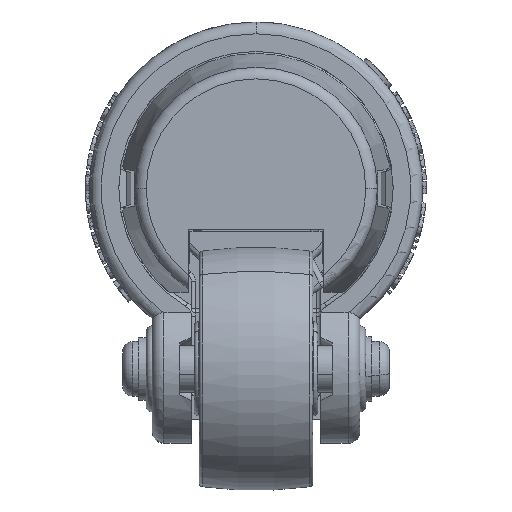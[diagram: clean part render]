
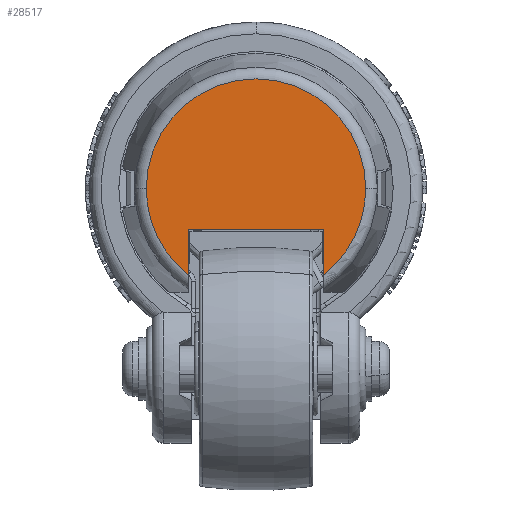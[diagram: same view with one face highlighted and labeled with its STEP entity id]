
A CAD part, front view. The second image highlights one B-rep face of the part: STEP entity #28517.
In plain terms, the highlighted planar face has unit normal (0, -1, 0).
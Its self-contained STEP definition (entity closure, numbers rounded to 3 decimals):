
#1839 = EDGE_LOOP ( 'NONE', ( #90806, #85528, #58717, #35597, #44869, #17635 ) ) ;
#1926 = AXIS2_PLACEMENT_3D ( 'NONE', #45236, #99712, #53091 ) ;
#3885 = AXIS2_PLACEMENT_3D ( 'NONE', #50922, #58734, #12083 ) ;
#8467 = EDGE_CURVE ( 'NONE', #9020, #45112, #62617, .T. ) ;
#9020 = VERTEX_POINT ( 'NONE', #84726 ) ;
#12083 = DIRECTION ( 'NONE',  ( 1., 0., 0. ) ) ;
#12437 = VECTOR ( 'NONE', #58319, 1000. ) ;
#13365 = EDGE_CURVE ( 'NONE', #68335, #33298, #42779, .T. ) ;
#16159 = DIRECTION ( 'NONE',  ( 0., 0., -1. ) ) ;
#17635 = ORIENTED_EDGE ( 'NONE', *, *, #47475, .T. ) ;
#20340 = DIRECTION ( 'NONE',  ( 0., -1., 0. ) ) ;
#21498 = CARTESIAN_POINT ( 'NONE',  ( 0., -44., 0. ) ) ;
#22124 = AXIS2_PLACEMENT_3D ( 'NONE', #66989, #20340, #74846 ) ;
#28517 = ADVANCED_FACE ( 'NONE', ( #51814 ), #97550, .F. ) ;
#29032 = CIRCLE ( 'NONE', #1926, 27.991 ) ;
#29335 = DIRECTION ( 'NONE',  ( -1., 0., 0. ) ) ;
#31598 = CARTESIAN_POINT ( 'NONE',  ( -17.25, -44., -10.5 ) ) ;
#32157 = CARTESIAN_POINT ( 'NONE',  ( 17.25, -44., -26.5 ) ) ;
#33298 = VERTEX_POINT ( 'NONE', #61445 ) ;
#35597 = ORIENTED_EDGE ( 'NONE', *, *, #79379, .T. ) ;
#36886 = CARTESIAN_POINT ( 'NONE',  ( -27.991, -44., 0. ) ) ;
#37533 = LINE ( 'NONE', #32157, #99645 ) ;
#42779 = CIRCLE ( 'NONE', #58862, 27.991 ) ;
#44869 = ORIENTED_EDGE ( 'NONE', *, *, #13365, .T. ) ;
#45112 = VERTEX_POINT ( 'NONE', #66351 ) ;
#45236 = CARTESIAN_POINT ( 'NONE',  ( 0., -44., 0. ) ) ;
#47285 = CARTESIAN_POINT ( 'NONE',  ( 27.991, -44., 0. ) ) ;
#47475 = EDGE_CURVE ( 'NONE', #33298, #9020, #77051, .T. ) ;
#47979 = VERTEX_POINT ( 'NONE', #47285 ) ;
#50922 = CARTESIAN_POINT ( 'NONE',  ( 0., -44., 27.991 ) ) ;
#51814 = FACE_OUTER_BOUND ( 'NONE', #1839, .T. ) ;
#53091 = DIRECTION ( 'NONE',  ( -1., 0., 0. ) ) ;
#55112 = EDGE_CURVE ( 'NONE', #92998, #47979, #29032, .T. ) ;
#58319 = DIRECTION ( 'NONE',  ( 0., 0., 1. ) ) ;
#58717 = ORIENTED_EDGE ( 'NONE', *, *, #55112, .T. ) ;
#58734 = DIRECTION ( 'NONE',  ( 0., 1., 0. ) ) ;
#58862 = AXIS2_PLACEMENT_3D ( 'NONE', #21498, #76024, #29335 ) ;
#58922 = CARTESIAN_POINT ( 'NONE',  ( 17.25, -44., -22.043 ) ) ;
#60189 = VECTOR ( 'NONE', #93578, 1000. ) ;
#61445 = CARTESIAN_POINT ( 'NONE',  ( -17.25, -44., -22.043 ) ) ;
#62617 = LINE ( 'NONE', #31598, #60189 ) ;
#66351 = CARTESIAN_POINT ( 'NONE',  ( 17.25, -44., -10.5 ) ) ;
#66989 = CARTESIAN_POINT ( 'NONE',  ( 0., -44., 0. ) ) ;
#68335 = VERTEX_POINT ( 'NONE', #36886 ) ;
#74846 = DIRECTION ( 'NONE',  ( -1., 0., 0. ) ) ;
#76024 = DIRECTION ( 'NONE',  ( 0., -1., 0. ) ) ;
#77051 = LINE ( 'NONE', #97141, #12437 ) ;
#79379 = EDGE_CURVE ( 'NONE', #47979, #68335, #89729, .T. ) ;
#84726 = CARTESIAN_POINT ( 'NONE',  ( -17.25, -44., -10.5 ) ) ;
#85528 = ORIENTED_EDGE ( 'NONE', *, *, #90776, .T. ) ;
#89729 = CIRCLE ( 'NONE', #22124, 27.991 ) ;
#90776 = EDGE_CURVE ( 'NONE', #45112, #92998, #37533, .T. ) ;
#90806 = ORIENTED_EDGE ( 'NONE', *, *, #8467, .T. ) ;
#92998 = VERTEX_POINT ( 'NONE', #58922 ) ;
#93578 = DIRECTION ( 'NONE',  ( 1., 0., 0. ) ) ;
#97141 = CARTESIAN_POINT ( 'NONE',  ( -17.25, -44., -26.5 ) ) ;
#97550 = PLANE ( 'NONE',  #3885 ) ;
#99645 = VECTOR ( 'NONE', #16159, 1000. ) ;
#99712 = DIRECTION ( 'NONE',  ( 0., -1., 0. ) ) ;
